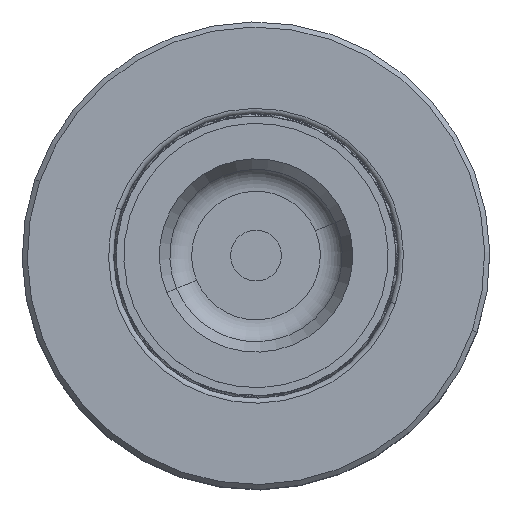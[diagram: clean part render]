
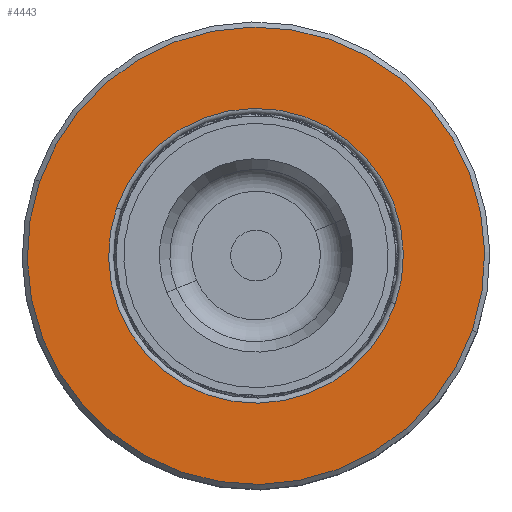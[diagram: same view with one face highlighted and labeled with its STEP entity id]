
A CAD part, top view. The second image highlights one B-rep face of the part: STEP entity #4443.
In plain terms, the highlighted face is planar.
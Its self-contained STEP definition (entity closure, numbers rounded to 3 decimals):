
#4370 = CARTESIAN_POINT ( 'NONE',  ( 0., 15.687, 0. ) ) ;
#4443 = ADVANCED_FACE ( 'NONE', ( #38993, #28989 ), #39596, .T. ) ;
#4460 = EDGE_LOOP ( 'NONE', ( #28971, #8055 ) ) ;
#7086 = DIRECTION ( 'NONE',  ( 0., -1., 0. ) ) ;
#8055 = ORIENTED_EDGE ( 'NONE', *, *, #30146, .T. ) ;
#8413 = CARTESIAN_POINT ( 'NONE',  ( 0., 15.687, 0. ) ) ;
#12526 = DIRECTION ( 'NONE',  ( 0., 0., -1. ) ) ;
#13412 = CARTESIAN_POINT ( 'NONE',  ( 0., 15.687, 14.5 ) ) ;
#13677 = VERTEX_POINT ( 'NONE', #48147 ) ;
#14563 = VERTEX_POINT ( 'NONE', #13412 ) ;
#15983 = CARTESIAN_POINT ( 'NONE',  ( 0., 15.687, -14.5 ) ) ;
#15994 = DIRECTION ( 'NONE',  ( 0., -1., 0. ) ) ;
#16406 = CIRCLE ( 'NONE', #29555, 14.5 ) ;
#17243 = AXIS2_PLACEMENT_3D ( 'NONE', #8413, #15994, #12526 ) ;
#17456 = DIRECTION ( 'NONE',  ( 0., 0., -1. ) ) ;
#18930 = ORIENTED_EDGE ( 'NONE', *, *, #38076, .F. ) ;
#19509 = VERTEX_POINT ( 'NONE', #15983 ) ;
#21266 = CARTESIAN_POINT ( 'NONE',  ( 22.5, 15.687, 0. ) ) ;
#21497 = AXIS2_PLACEMENT_3D ( 'NONE', #4370, #45930, #42138 ) ;
#24469 = CIRCLE ( 'NONE', #17243, 22.5 ) ;
#24756 = DIRECTION ( 'NONE',  ( 0., 0., 1. ) ) ;
#25748 = CARTESIAN_POINT ( 'NONE',  ( 0., 15.687, 0. ) ) ;
#27264 = VERTEX_POINT ( 'NONE', #41939 ) ;
#28020 = AXIS2_PLACEMENT_3D ( 'NONE', #25748, #7086, #29568 ) ;
#28951 = ORIENTED_EDGE ( 'NONE', *, *, #46864, .F. ) ;
#28971 = ORIENTED_EDGE ( 'NONE', *, *, #44517, .T. ) ;
#28989 = FACE_OUTER_BOUND ( 'NONE', #38469, .T. ) ;
#29555 = AXIS2_PLACEMENT_3D ( 'NONE', #43852, #40069, #17456 ) ;
#29568 = DIRECTION ( 'NONE',  ( 0., 0., -1. ) ) ;
#30146 = EDGE_CURVE ( 'NONE', #14563, #19509, #37079, .T. ) ;
#35856 = AXIS2_PLACEMENT_3D ( 'NONE', #21266, #47016, #24756 ) ;
#37079 = CIRCLE ( 'NONE', #28020, 14.5 ) ;
#38076 = EDGE_CURVE ( 'NONE', #27264, #13677, #46279, .T. ) ;
#38469 = EDGE_LOOP ( 'NONE', ( #28951, #18930 ) ) ;
#38993 = FACE_BOUND ( 'NONE', #4460, .T. ) ;
#39596 = PLANE ( 'NONE',  #35856 ) ;
#40069 = DIRECTION ( 'NONE',  ( 0., -1., 0. ) ) ;
#41939 = CARTESIAN_POINT ( 'NONE',  ( 0., 15.687, 22.5 ) ) ;
#42138 = DIRECTION ( 'NONE',  ( 0., 0., -1. ) ) ;
#43852 = CARTESIAN_POINT ( 'NONE',  ( 0., 15.687, 0. ) ) ;
#44517 = EDGE_CURVE ( 'NONE', #19509, #14563, #16406, .T. ) ;
#45930 = DIRECTION ( 'NONE',  ( 0., -1., 0. ) ) ;
#46279 = CIRCLE ( 'NONE', #21497, 22.5 ) ;
#46864 = EDGE_CURVE ( 'NONE', #13677, #27264, #24469, .T. ) ;
#47016 = DIRECTION ( 'NONE',  ( 0., 1., 0. ) ) ;
#48147 = CARTESIAN_POINT ( 'NONE',  ( 0., 15.687, -22.5 ) ) ;
